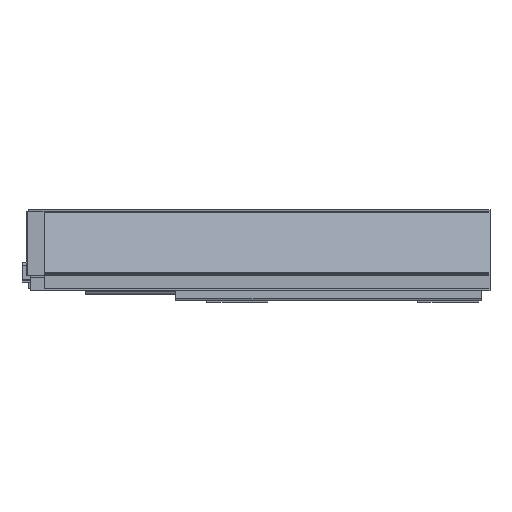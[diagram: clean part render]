
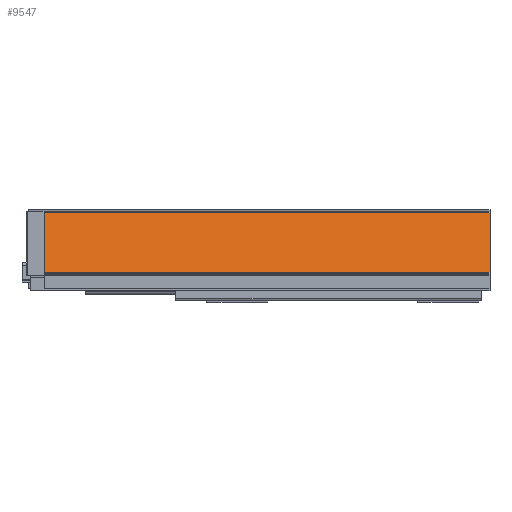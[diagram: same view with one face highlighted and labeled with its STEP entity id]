
A CAD part, top view. The second image highlights one B-rep face of the part: STEP entity #9547.
In plain terms, the highlighted planar face has unit normal (0, 0.208, 0.978).
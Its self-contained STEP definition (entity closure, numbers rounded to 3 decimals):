
#262 = EDGE_CURVE ( 'NONE', #3194, #1018, #2021, .T. ) ;
#493 = CARTESIAN_POINT ( 'NONE',  ( -492., 80.422, 21.003 ) ) ;
#699 = ORIENTED_EDGE ( 'NONE', *, *, #5539, .F. ) ;
#1018 = VERTEX_POINT ( 'NONE', #4047 ) ;
#1029 = CARTESIAN_POINT ( 'NONE',  ( 0., 80.422, 21.003 ) ) ;
#1050 = CARTESIAN_POINT ( 'NONE',  ( -475.5, 17.084, 34.466 ) ) ;
#1264 = ORIENTED_EDGE ( 'NONE', *, *, #5481, .T. ) ;
#1601 = VERTEX_POINT ( 'NONE', #9593 ) ;
#1664 = PLANE ( 'NONE',  #5674 ) ;
#1715 = VECTOR ( 'NONE', #2765, 1000. ) ;
#2021 = LINE ( 'NONE', #7949, #7395 ) ;
#2380 = FACE_OUTER_BOUND ( 'NONE', #5866, .T. ) ;
#2765 = DIRECTION ( 'NONE',  ( 1., 0., 0. ) ) ;
#2905 = LINE ( 'NONE', #493, #7915 ) ;
#3194 = VERTEX_POINT ( 'NONE', #1029 ) ;
#3444 = DIRECTION ( 'NONE',  ( 1., 0., 0. ) ) ;
#3537 = DIRECTION ( 'NONE',  ( 0., -0.978, 0.208 ) ) ;
#4047 = CARTESIAN_POINT ( 'NONE',  ( 0., 17.084, 34.466 ) ) ;
#4170 = VERTEX_POINT ( 'NONE', #1050 ) ;
#4317 = LINE ( 'NONE', #8838, #1715 ) ;
#4710 = CARTESIAN_POINT ( 'NONE',  ( -492., 80.422, 21.003 ) ) ;
#4738 = VECTOR ( 'NONE', #5266, 1000. ) ;
#5266 = DIRECTION ( 'NONE',  ( 0., -0.978, 0.208 ) ) ;
#5434 = DIRECTION ( 'NONE',  ( 0., -0.978, 0.208 ) ) ;
#5481 = EDGE_CURVE ( 'NONE', #4170, #1018, #4317, .T. ) ;
#5539 = EDGE_CURVE ( 'NONE', #1601, #3194, #2905, .T. ) ;
#5674 = AXIS2_PLACEMENT_3D ( 'NONE', #4710, #6313, #5434 ) ;
#5866 = EDGE_LOOP ( 'NONE', ( #699, #6445, #1264, #9525 ) ) ;
#6313 = DIRECTION ( 'NONE',  ( 0., 0.208, 0.978 ) ) ;
#6445 = ORIENTED_EDGE ( 'NONE', *, *, #6842, .T. ) ;
#6783 = CARTESIAN_POINT ( 'NONE',  ( -475.5, 80.422, 21.003 ) ) ;
#6842 = EDGE_CURVE ( 'NONE', #1601, #4170, #8197, .T. ) ;
#7395 = VECTOR ( 'NONE', #3537, 1000. ) ;
#7915 = VECTOR ( 'NONE', #3444, 1000. ) ;
#7949 = CARTESIAN_POINT ( 'NONE',  ( 0., 80.422, 21.003 ) ) ;
#8197 = LINE ( 'NONE', #6783, #4738 ) ;
#8838 = CARTESIAN_POINT ( 'NONE',  ( 0., 17.084, 34.466 ) ) ;
#9525 = ORIENTED_EDGE ( 'NONE', *, *, #262, .F. ) ;
#9547 = ADVANCED_FACE ( 'NONE', ( #2380 ), #1664, .T. ) ;
#9593 = CARTESIAN_POINT ( 'NONE',  ( -475.5, 80.422, 21.003 ) ) ;
